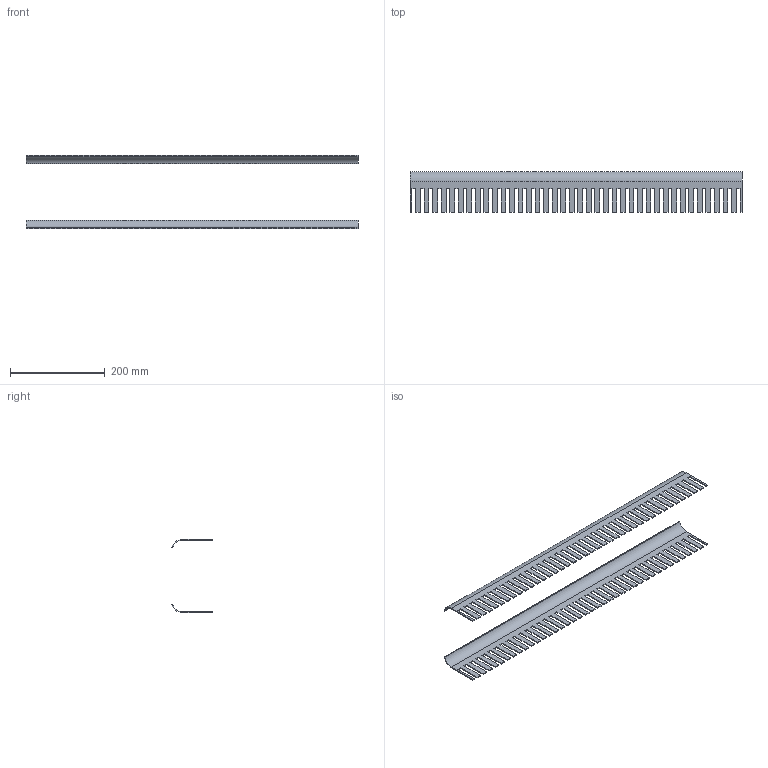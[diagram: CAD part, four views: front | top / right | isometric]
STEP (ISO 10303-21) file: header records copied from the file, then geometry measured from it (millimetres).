
FILE_DESCRIPTION(('CATIA V5 STEP Exchange','CAx-IF Rec.Pracs.--- Model Styling and Organization---1.2---2011-12-15'),'2;1');
FILE_NAME('01042.stp','2020-08-07T06:08:25+00:00',('none'),('none'),'Version 5-6 Release 2012','CATIA V5 STEP AP214','none');
FILE_SCHEMA(('AUTOMOTIVE_DESIGN { 1 0 10303 214 1 1 1 1 }'));
Length unit declared in the file: millimetre
Products named in the file (2): compartment section; 01042
Assembly tree (2 placements, depth 2):
  compartment section
    01042  x2
Bounding box: 700 x 85.6 x 154 mm (x, y, z)
Volume: 197145.7 mm3; surface area: 219027.3 mm2
Topology: 2 solids, 2 shells, 328 faces, 972 edges, 648 vertices
Faces by surface type: plane 324, cylinder 4
Entity records: 5045 total; most frequent: ORIENTED_EDGE 972, CARTESIAN_POINT 902, DIRECTION 670, EDGE_CURVE 486, VECTOR 482, LINE 482, VERTEX_POINT 324, ADVANCED_FACE 164
